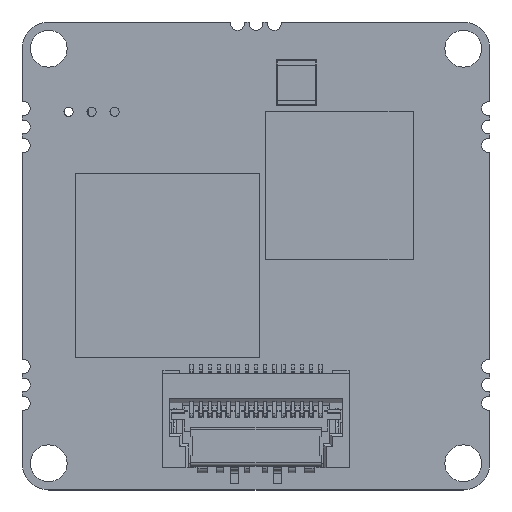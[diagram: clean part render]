
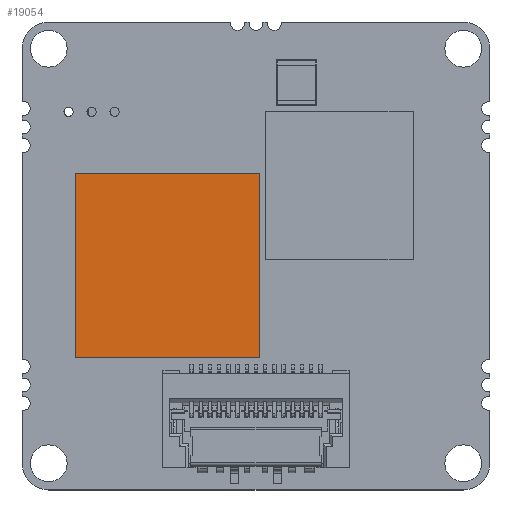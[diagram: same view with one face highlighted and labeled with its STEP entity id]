
A CAD part, top view. The second image highlights one B-rep face of the part: STEP entity #19054.
In plain terms, the highlighted planar face has unit normal (0, 0, 1).
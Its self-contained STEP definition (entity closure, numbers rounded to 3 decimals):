
#264=LINE('',#64475,#3577);
#267=LINE('',#64481,#3580);
#270=LINE('',#64487,#3583);
#273=LINE('',#64493,#3586);
#3577=VECTOR('',#53283,1.);
#3580=VECTOR('',#53288,1.);
#3583=VECTOR('',#53293,1.);
#3586=VECTOR('',#53298,1.);
#16796=PLANE('',#48973);
#19054=ADVANCED_FACE('',(#22006),#16796,.F.);
#22006=FACE_OUTER_BOUND('',#24048,.T.);
#24048=EDGE_LOOP('',(#27788,#27789,#27790,#27791));
#27788=ORIENTED_EDGE('',*,*,#41963,.F.);
#27789=ORIENTED_EDGE('',*,*,#41960,.F.);
#27790=ORIENTED_EDGE('',*,*,#41957,.F.);
#27791=ORIENTED_EDGE('',*,*,#41954,.F.);
#38181=VERTEX_POINT('',#64474);
#38182=VERTEX_POINT('',#64476);
#38184=VERTEX_POINT('',#64482);
#38186=VERTEX_POINT('',#64488);
#41954=EDGE_CURVE('',#38181,#38182,#264,.T.);
#41957=EDGE_CURVE('',#38182,#38184,#267,.T.);
#41960=EDGE_CURVE('',#38184,#38186,#270,.T.);
#41963=EDGE_CURVE('',#38186,#38181,#273,.T.);
#48973=AXIS2_PLACEMENT_3D('',#64497,#53304,#53305);
#53283=DIRECTION('',(-1.,0.,0.));
#53288=DIRECTION('',(0.,1.,0.));
#53293=DIRECTION('',(1.,0.,0.));
#53298=DIRECTION('',(0.,-1.,0.));
#53304=DIRECTION('',(0.,0.,-1.));
#53305=DIRECTION('',(-1.,0.,0.));
#64474=CARTESIAN_POINT('',(0.2,-5.5,1.2));
#64475=CARTESIAN_POINT('',(0.2,-5.5,1.2));
#64476=CARTESIAN_POINT('',(-9.8,-5.5,1.2));
#64481=CARTESIAN_POINT('',(-9.8,-5.5,1.2));
#64482=CARTESIAN_POINT('',(-9.8,4.5,1.2));
#64487=CARTESIAN_POINT('',(-9.8,4.5,1.2));
#64488=CARTESIAN_POINT('',(0.2,4.5,1.2));
#64493=CARTESIAN_POINT('',(0.2,4.5,1.2));
#64497=CARTESIAN_POINT('',(-4.8,-0.5,1.2));
